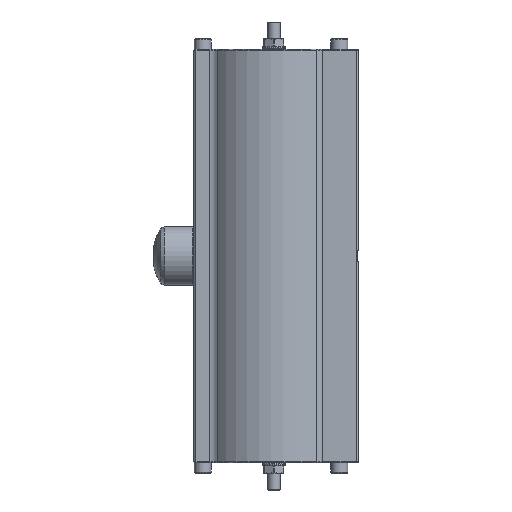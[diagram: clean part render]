
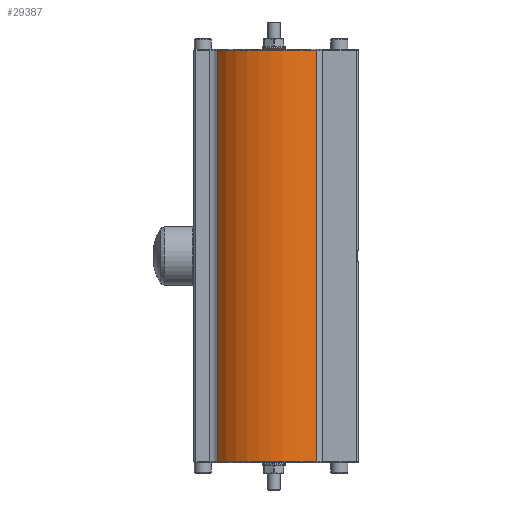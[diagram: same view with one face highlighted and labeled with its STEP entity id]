
A CAD part, left-side view. The second image highlights one B-rep face of the part: STEP entity #29387.
In plain terms, the highlighted cylindrical face has radius 69 mm (diameter 138 mm), a partial arc.
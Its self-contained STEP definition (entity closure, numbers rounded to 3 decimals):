
#1971=LINE('',#46448,#4004);
#1972=LINE('',#46454,#4005);
#4004=VECTOR('',#37269,10.);
#4005=VECTOR('',#37276,10.);
#7199=FACE_OUTER_BOUND('',#9147,.T.);
#9147=EDGE_LOOP('',(#21954,#21955,#21956,#21957));
#10923=CIRCLE('',#31826,69.);
#10924=CIRCLE('',#31827,69.);
#12898=VERTEX_POINT('',#46445);
#12899=VERTEX_POINT('',#46447);
#12900=VERTEX_POINT('',#46451);
#12901=VERTEX_POINT('',#46453);
#16137=EDGE_CURVE('',#12899,#12898,#1971,.T.);
#16139=EDGE_CURVE('',#12898,#12900,#10923,.T.);
#16140=EDGE_CURVE('',#12901,#12900,#1972,.T.);
#16141=EDGE_CURVE('',#12899,#12901,#10924,.T.);
#21954=ORIENTED_EDGE('',*,*,#16137,.T.);
#21955=ORIENTED_EDGE('',*,*,#16139,.T.);
#21956=ORIENTED_EDGE('',*,*,#16140,.F.);
#21957=ORIENTED_EDGE('',*,*,#16141,.F.);
#26574=CYLINDRICAL_SURFACE('',#31825,69.);
#29387=ADVANCED_FACE('',(#7199),#26574,.T.);
#31825=AXIS2_PLACEMENT_3D('',#46450,#37272,#37273);
#31826=AXIS2_PLACEMENT_3D('',#46452,#37274,#37275);
#31827=AXIS2_PLACEMENT_3D('',#46455,#37277,#37278);
#37269=DIRECTION('',(0.,0.,-1.));
#37272=DIRECTION('center_axis',(0.,0.,1.));
#37273=DIRECTION('ref_axis',(0.633,-0.774,0.));
#37274=DIRECTION('center_axis',(0.,0.,
1.));
#37275=DIRECTION('ref_axis',(-0.992,0.129,0.));
#37276=DIRECTION('',(0.,0.,-1.));
#37277=DIRECTION('center_axis',(0.,0.,
1.));
#37278=DIRECTION('ref_axis',(-0.992,0.129,0.));
#46445=CARTESIAN_POINT('',(-43.671,53.421,-195.));
#46447=CARTESIAN_POINT('',(-43.671,53.421,195.));
#46448=CARTESIAN_POINT('',(-43.671,53.421,0.));
#46450=CARTESIAN_POINT('Origin',(0.,0.,0.));
#46451=CARTESIAN_POINT('',(-55.899,-40.452,-195.));
#46452=CARTESIAN_POINT('Origin',(0.,0.,
-195.));
#46453=CARTESIAN_POINT('',(-55.899,-40.452,195.));
#46454=CARTESIAN_POINT('',(-55.899,-40.452,0.));
#46455=CARTESIAN_POINT('Origin',(0.,0.,
195.));
